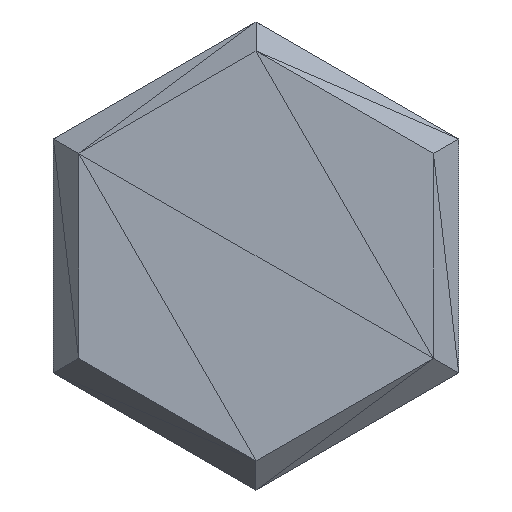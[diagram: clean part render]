
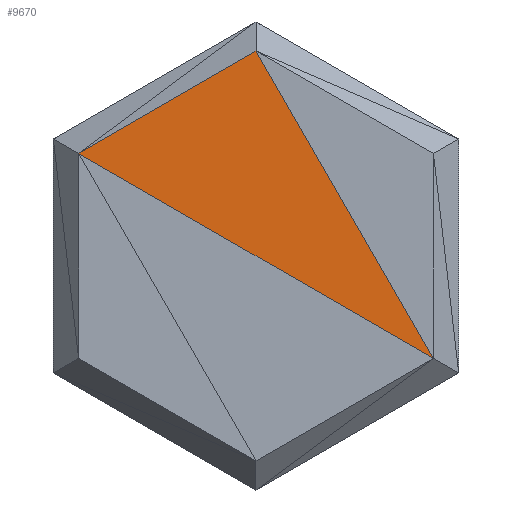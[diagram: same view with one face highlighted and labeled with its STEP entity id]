
A CAD part, top view. The second image highlights one B-rep face of the part: STEP entity #9670.
In plain terms, the highlighted planar face has unit normal (0, 0, 1).
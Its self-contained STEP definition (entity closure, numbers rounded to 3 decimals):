
#516=FACE_OUTER_BOUND('',#1348,.T.);
#1348=EDGE_LOOP('',(#7344,#7345,#7346));
#2499=LINE('',#15406,#3747);
#2502=LINE('',#15411,#3750);
#2503=LINE('',#15413,#3751);
#3747=VECTOR('',#12669,10.);
#3750=VECTOR('',#12674,10.);
#3751=VECTOR('',#12677,10.);
#4310=VERTEX_POINT('',#14298);
#4498=VERTEX_POINT('',#15405);
#4499=VERTEX_POINT('',#15409);
#5413=EDGE_CURVE('',#4498,#4310,#2499,.T.);
#5416=EDGE_CURVE('',#4499,#4310,#2502,.T.);
#5417=EDGE_CURVE('',#4498,#4499,#2503,.T.);
#7344=ORIENTED_EDGE('',*,*,#5416,.F.);
#7345=ORIENTED_EDGE('',*,*,#5417,.F.);
#7346=ORIENTED_EDGE('',*,*,#5413,.T.);
#8838=PLANE('',#10516);
#9670=ADVANCED_FACE('',(#516),#8838,.T.);
#10516=AXIS2_PLACEMENT_3D('',#15412,#12675,#12676);
#12669=DIRECTION('',(0.866,-0.5,0.));
#12674=DIRECTION('',(0.5,-0.866,0.));
#12675=DIRECTION('center_axis',(0.,0.,1.));
#12676=DIRECTION('ref_axis',(1.,0.,0.));
#12677=DIRECTION('',(0.866,0.5,0.));
#14298=CARTESIAN_POINT('',(37.301,-21.536,150.));
#15405=CARTESIAN_POINT('',(-37.301,21.536,150.));
#15406=CARTESIAN_POINT('',(-37.301,21.536,150.));
#15409=CARTESIAN_POINT('',(0.,43.072,150.));
#15411=CARTESIAN_POINT('',(0.,43.072,150.));
#15412=CARTESIAN_POINT('Origin',(-37.301,21.536,150.));
#15413=CARTESIAN_POINT('',(-37.301,21.536,150.));
